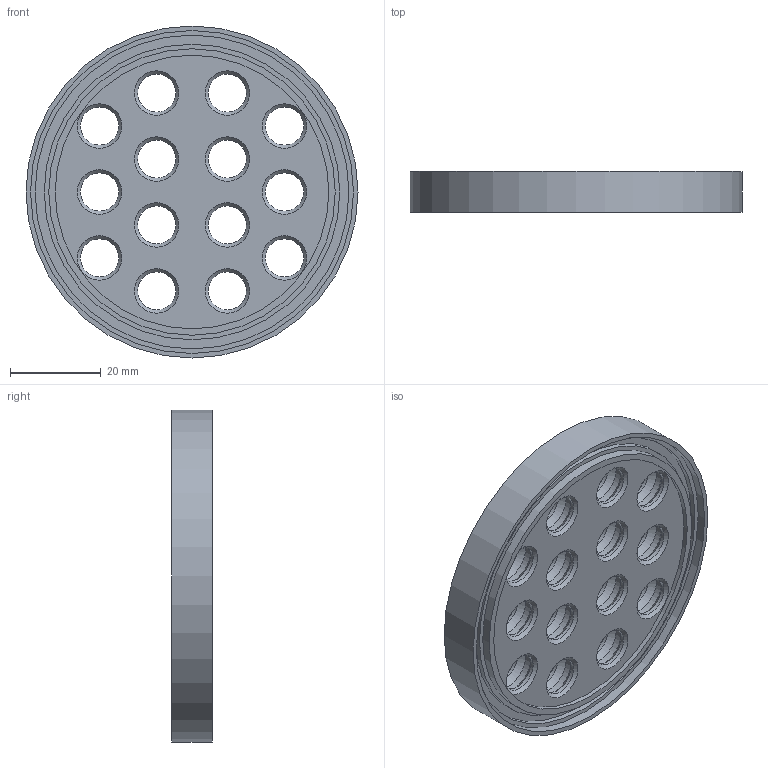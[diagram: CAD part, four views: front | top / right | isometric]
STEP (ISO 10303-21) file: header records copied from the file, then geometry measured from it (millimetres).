
FILE_DESCRIPTION(/* description */ (''),/* implementation_level */ '2;1');
FILE_NAME(/* name */ 'tubesheet_splitter.stp',/* time_stamp */ '2025-05-24T18:47:54+01:00',/* author */ ('ryanj'),/* organization */ (''),/* preprocessor_version */ 'ST-DEVELOPER v19.2',/* originating_system */ 'Autodesk Inventor 2023',/* authorisation */ '');
FILE_SCHEMA (('AUTOMOTIVE_DESIGN { 1 0 10303 214 3 1 1 }'));
Length unit declared in the file: millimetre
Products named in the file (1): tubesheet_splitter
Bounding box: 73 x 9 x 73 mm (x, y, z)
Volume: 20358.3 mm3; surface area: 15256.2 mm2
Topology: 1 solids, 1 shells, 129 faces, 343 edges, 226 vertices
Faces by surface type: cone 56, cylinder 53, plane 20
Full cylindrical faces by diameter (mm): 8.4 x28, 10.92 x14, 60.17 x2, 63 x2, 65 x2, 69 x2, 71 x2, 73 x1
Entity records: 4234 total; most frequent: DIRECTION 825, CARTESIAN_POINT 699, ORIENTED_EDGE 686, AXIS2_PLACEMENT_3D 352, EDGE_CURVE 343, VERTEX_POINT 226, CIRCLE 222, EDGE_LOOP 167
